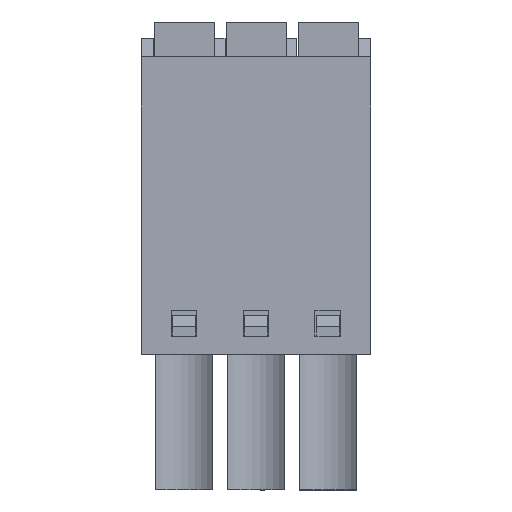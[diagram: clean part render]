
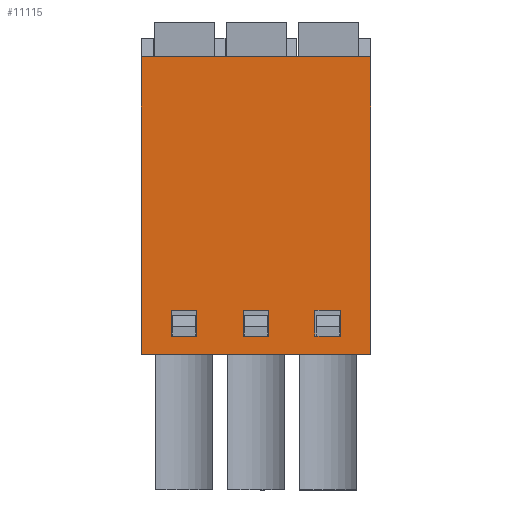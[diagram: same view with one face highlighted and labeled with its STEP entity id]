
A CAD part, front view. The second image highlights one B-rep face of the part: STEP entity #11115.
In plain terms, the highlighted planar face has unit normal (0, -1, 0).
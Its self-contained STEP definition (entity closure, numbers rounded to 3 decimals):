
#1123=ORIENTED_EDGE('',*,*,#3960,.F.);
#1124=ORIENTED_EDGE('',*,*,#4257,.F.);
#1125=ORIENTED_EDGE('',*,*,#4258,.F.);
#1126=ORIENTED_EDGE('',*,*,#4259,.F.);
#1127=ORIENTED_EDGE('',*,*,#4124,.F.);
#1128=ORIENTED_EDGE('',*,*,#4260,.F.);
#1129=ORIENTED_EDGE('',*,*,#4261,.F.);
#1130=ORIENTED_EDGE('',*,*,#4262,.F.);
#1131=ORIENTED_EDGE('',*,*,#4248,.F.);
#1132=ORIENTED_EDGE('',*,*,#4263,.F.);
#1133=ORIENTED_EDGE('',*,*,#4264,.F.);
#1134=ORIENTED_EDGE('',*,*,#4265,.F.);
#1135=ORIENTED_EDGE('',*,*,#4266,.T.);
#1136=ORIENTED_EDGE('',*,*,#3929,.F.);
#1137=ORIENTED_EDGE('',*,*,#4267,.F.);
#1138=ORIENTED_EDGE('',*,*,#3813,.T.);
#3813=EDGE_CURVE('',#5442,#5441,#6541,.T.);
#3929=EDGE_CURVE('',#5538,#5539,#6652,.T.);
#3960=EDGE_CURVE('',#5563,#5564,#6683,.T.);
#4124=EDGE_CURVE('',#5683,#5684,#6827,.T.);
#4248=EDGE_CURVE('',#5768,#5769,#6930,.T.);
#4257=EDGE_CURVE('',#5774,#5563,#6937,.T.);
#4258=EDGE_CURVE('',#5775,#5774,#6938,.T.);
#4259=EDGE_CURVE('',#5564,#5775,#6939,.T.);
#4260=EDGE_CURVE('',#5776,#5683,#6940,.T.);
#4261=EDGE_CURVE('',#5777,#5776,#6941,.T.);
#4262=EDGE_CURVE('',#5684,#5777,#6942,.T.);
#4263=EDGE_CURVE('',#5778,#5768,#6943,.T.);
#4264=EDGE_CURVE('',#5779,#5778,#6944,.T.);
#4265=EDGE_CURVE('',#5769,#5779,#6945,.T.);
#4266=EDGE_CURVE('',#5441,#5539,#6946,.T.);
#4267=EDGE_CURVE('',#5442,#5538,#6947,.T.);
#5441=VERTEX_POINT('',#15716);
#5442=VERTEX_POINT('',#15718);
#5538=VERTEX_POINT('',#15943);
#5539=VERTEX_POINT('',#15945);
#5563=VERTEX_POINT('',#16001);
#5564=VERTEX_POINT('',#16003);
#5683=VERTEX_POINT('',#16368);
#5684=VERTEX_POINT('',#16370);
#5768=VERTEX_POINT('',#16659);
#5769=VERTEX_POINT('',#16661);
#5774=VERTEX_POINT('',#16678);
#5775=VERTEX_POINT('',#16680);
#5776=VERTEX_POINT('',#16683);
#5777=VERTEX_POINT('',#16685);
#5778=VERTEX_POINT('',#16688);
#5779=VERTEX_POINT('',#16690);
#6541=LINE('',#15717,#7970);
#6652=LINE('',#15944,#8081);
#6683=LINE('',#16002,#8112);
#6827=LINE('',#16369,#8256);
#6930=LINE('',#16660,#8359);
#6937=LINE('',#16677,#8366);
#6938=LINE('',#16679,#8367);
#6939=LINE('',#16681,#8368);
#6940=LINE('',#16682,#8369);
#6941=LINE('',#16684,#8370);
#6942=LINE('',#16686,#8371);
#6943=LINE('',#16687,#8372);
#6944=LINE('',#16689,#8373);
#6945=LINE('',#16691,#8374);
#6946=LINE('',#16692,#8375);
#6947=LINE('',#16693,#8376);
#7970=VECTOR('',#12604,1000.);
#8081=VECTOR('',#12753,1000.);
#8112=VECTOR('',#12788,1000.);
#8256=VECTOR('',#13040,1000.);
#8359=VECTOR('',#13251,1000.);
#8366=VECTOR('',#13268,1000.);
#8367=VECTOR('',#13269,1000.);
#8368=VECTOR('',#13270,1000.);
#8369=VECTOR('',#13271,1000.);
#8370=VECTOR('',#13272,1000.);
#8371=VECTOR('',#13273,1000.);
#8372=VECTOR('',#13274,1000.);
#8373=VECTOR('',#13275,1000.);
#8374=VECTOR('',#13276,1000.);
#8375=VECTOR('',#13277,1000.);
#8376=VECTOR('',#13278,1000.);
#9431=EDGE_LOOP('',(#1123,#1124,#1125,#1126));
#9432=EDGE_LOOP('',(#1127,#1128,#1129,#1130));
#9433=EDGE_LOOP('',(#1131,#1132,#1133,#1134));
#9434=EDGE_LOOP('',(#1135,#1136,#1137,#1138));
#10040=FACE_BOUND('',#9431,.T.);
#10041=FACE_BOUND('',#9432,.T.);
#10042=FACE_BOUND('',#9433,.T.);
#10043=FACE_BOUND('',#9434,.T.);
#10631=PLANE('',#11800);
#11115=ADVANCED_FACE('',(#10040,#10041,#10042,#10043),#10631,.F.);
#11800=AXIS2_PLACEMENT_3D('',#16676,#13266,#13267);
#12604=DIRECTION('',(-1.,0.,0.));
#12753=DIRECTION('',(-1.,0.,0.));
#12788=DIRECTION('',(1.,0.,0.));
#13040=DIRECTION('',(1.,0.,0.));
#13251=DIRECTION('',(1.,0.,0.));
#13266=DIRECTION('',(0.,1.,0.));
#13267=DIRECTION('',(0.,0.,1.));
#13268=DIRECTION('',(0.,0.,-1.));
#13269=DIRECTION('',(-1.,0.,0.));
#13270=DIRECTION('',(0.,0.,1.));
#13271=DIRECTION('',(0.,0.,-1.));
#13272=DIRECTION('',(-1.,0.,0.));
#13273=DIRECTION('',(0.,0.,1.));
#13274=DIRECTION('',(0.,0.,-1.));
#13275=DIRECTION('',(-1.,0.,0.));
#13276=DIRECTION('',(0.,0.,1.));
#13277=DIRECTION('',(0.,0.,-1.));
#13278=DIRECTION('',(0.,0.,-1.));
#15716=CARTESIAN_POINT('',(-5.6,-3.9,7.25));
#15717=CARTESIAN_POINT('',(5.6,-3.9,7.25));
#15718=CARTESIAN_POINT('',(5.6,-3.9,7.25));
#15943=CARTESIAN_POINT('',(5.6,-3.9,-7.25));
#15944=CARTESIAN_POINT('',(5.6,-3.9,-7.25));
#15945=CARTESIAN_POINT('',(-5.6,-3.9,-7.25));
#16001=CARTESIAN_POINT('',(-4.13,-3.9,-6.35));
#16002=CARTESIAN_POINT('',(-4.13,-3.9,-6.35));
#16003=CARTESIAN_POINT('',(-2.88,-3.9,-6.35));
#16368=CARTESIAN_POINT('',(-0.63,-3.9,-6.35));
#16369=CARTESIAN_POINT('',(-0.63,-3.9,-6.35));
#16370=CARTESIAN_POINT('',(0.62,-3.9,-6.35));
#16659=CARTESIAN_POINT('',(2.87,-3.9,-6.35));
#16660=CARTESIAN_POINT('',(2.87,-3.9,-6.35));
#16661=CARTESIAN_POINT('',(4.12,-3.9,-6.35));
#16676=CARTESIAN_POINT('',(5.6,-3.9,7.25));
#16677=CARTESIAN_POINT('',(-4.13,-3.9,-5.1));
#16678=CARTESIAN_POINT('',(-4.13,-3.9,-5.1));
#16679=CARTESIAN_POINT('',(-2.88,-3.9,-5.1));
#16680=CARTESIAN_POINT('',(-2.88,-3.9,-5.1));
#16681=CARTESIAN_POINT('',(-2.88,-3.9,-6.35));
#16682=CARTESIAN_POINT('',(-0.63,-3.9,-5.1));
#16683=CARTESIAN_POINT('',(-0.63,-3.9,-5.1));
#16684=CARTESIAN_POINT('',(0.62,-3.9,-5.1));
#16685=CARTESIAN_POINT('',(0.62,-3.9,-5.1));
#16686=CARTESIAN_POINT('',(0.62,-3.9,-6.35));
#16687=CARTESIAN_POINT('',(2.87,-3.9,-5.1));
#16688=CARTESIAN_POINT('',(2.87,-3.9,-5.1));
#16689=CARTESIAN_POINT('',(4.12,-3.9,-5.1));
#16690=CARTESIAN_POINT('',(4.12,-3.9,-5.1));
#16691=CARTESIAN_POINT('',(4.12,-3.9,-6.35));
#16692=CARTESIAN_POINT('',(-5.6,-3.9,7.25));
#16693=CARTESIAN_POINT('',(5.6,-3.9,7.25));
